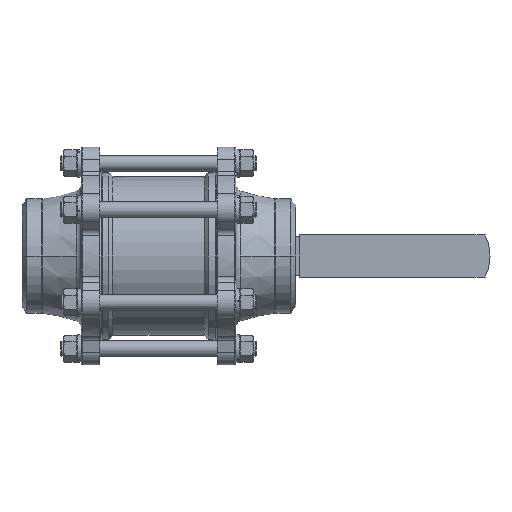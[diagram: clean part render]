
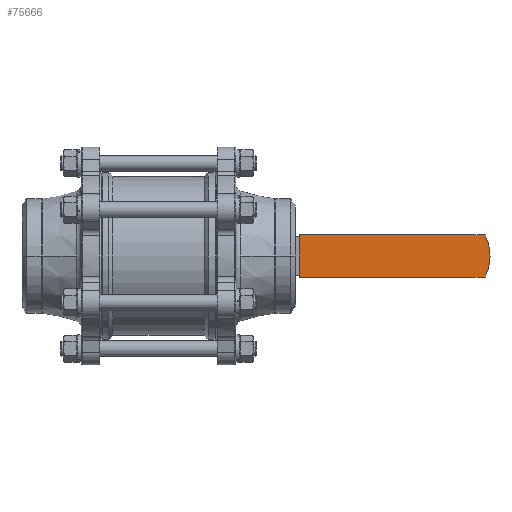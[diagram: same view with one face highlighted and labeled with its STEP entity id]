
A CAD part, front view. The second image highlights one B-rep face of the part: STEP entity #75666.
In plain terms, the highlighted planar face has unit normal (0, -1, 0).
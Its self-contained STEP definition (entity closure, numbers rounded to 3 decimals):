
#1934 = DIRECTION ( 'NONE',  ( 0., 0., 1. ) ) ;
#4338 = CIRCLE ( 'NONE', #85086, 38.195 ) ;
#5055 = PLANE ( 'NONE',  #72219 ) ;
#6265 = ORIENTED_EDGE ( 'NONE', *, *, #38076, .F. ) ;
#19590 = VERTEX_POINT ( 'NONE', #38117 ) ;
#27286 = ORIENTED_EDGE ( 'NONE', *, *, #39177, .F. ) ;
#32388 = CARTESIAN_POINT ( 'NONE',  ( 0., 151.81, -17. ) ) ;
#32971 = DIRECTION ( 'NONE',  ( 0., 1., 0. ) ) ;
#34987 = CARTESIAN_POINT ( 'NONE',  ( 113.201, 151.81, 17. ) ) ;
#36694 = EDGE_CURVE ( 'NONE', #48105, #19590, #84496, .T. ) ;
#38076 = EDGE_CURVE ( 'NONE', #67952, #48105, #4338, .T. ) ;
#38117 = CARTESIAN_POINT ( 'NONE',  ( 113.201, 151.81, -17. ) ) ;
#39177 = EDGE_CURVE ( 'NONE', #19590, #46045, #86608, .T. ) ;
#41808 = CARTESIAN_POINT ( 'NONE',  ( 0., 151.81, 0. ) ) ;
#43063 = DIRECTION ( 'NONE',  ( 1., 0., 0. ) ) ;
#45757 = CARTESIAN_POINT ( 'NONE',  ( 113.201, 151.81, 0. ) ) ;
#46045 = VERTEX_POINT ( 'NONE', #34987 ) ;
#46623 = CARTESIAN_POINT ( 'NONE',  ( 263.008, 151.81, 17. ) ) ;
#47064 = FACE_OUTER_BOUND ( 'NONE', #48060, .T. ) ;
#48060 = EDGE_LOOP ( 'NONE', ( #78744, #27286, #61886, #6265 ) ) ;
#48105 = VERTEX_POINT ( 'NONE', #69972 ) ;
#48907 = LINE ( 'NONE', #94219, #66041 ) ;
#49178 = DIRECTION ( 'NONE',  ( 0., 0., 1. ) ) ;
#50025 = VECTOR ( 'NONE', #1934, 1000. ) ;
#50221 = VECTOR ( 'NONE', #73968, 1000. ) ;
#60061 = EDGE_CURVE ( 'NONE', #46045, #67952, #48907, .T. ) ;
#61886 = ORIENTED_EDGE ( 'NONE', *, *, #36694, .F. ) ;
#66041 = VECTOR ( 'NONE', #43063, 1000. ) ;
#67952 = VERTEX_POINT ( 'NONE', #46623 ) ;
#69972 = CARTESIAN_POINT ( 'NONE',  ( 263.008, 151.81, -17. ) ) ;
#72219 = AXIS2_PLACEMENT_3D ( 'NONE', #41808, #92961, #49178 ) ;
#73968 = DIRECTION ( 'NONE',  ( -1., 0., 0. ) ) ;
#75666 = ADVANCED_FACE ( 'NONE', ( #47064 ), #5055, .F. ) ;
#76740 = CARTESIAN_POINT ( 'NONE',  ( 228.805, 151.81, 0. ) ) ;
#78744 = ORIENTED_EDGE ( 'NONE', *, *, #60061, .F. ) ;
#84082 = DIRECTION ( 'NONE',  ( 0., 0., 1. ) ) ;
#84496 = LINE ( 'NONE', #32388, #50221 ) ;
#85086 = AXIS2_PLACEMENT_3D ( 'NONE', #76740, #32971, #84082 ) ;
#86608 = LINE ( 'NONE', #45757, #50025 ) ;
#92961 = DIRECTION ( 'NONE',  ( 0., 1., 0. ) ) ;
#94219 = CARTESIAN_POINT ( 'NONE',  ( 0., 151.81, 17. ) ) ;
